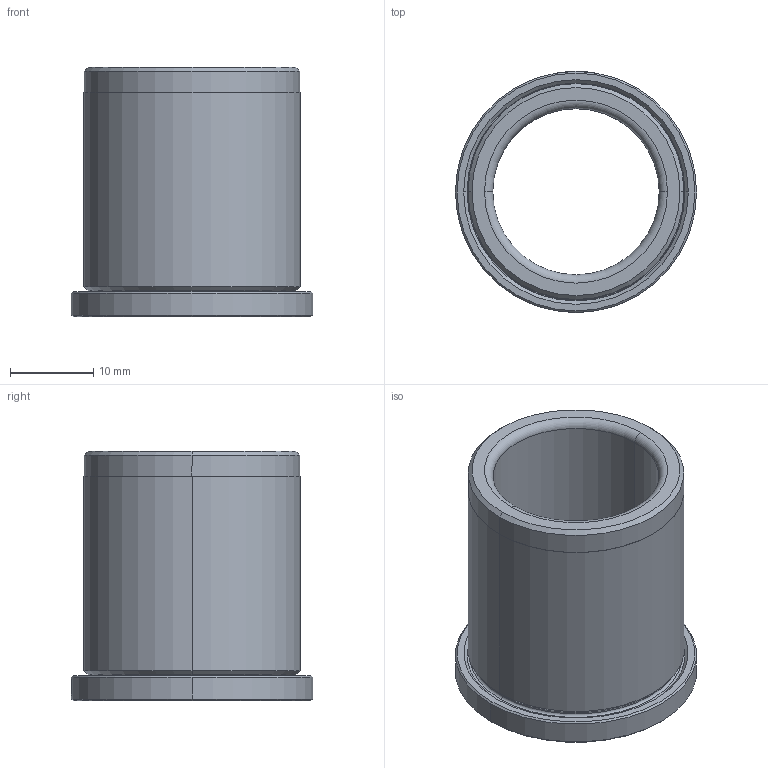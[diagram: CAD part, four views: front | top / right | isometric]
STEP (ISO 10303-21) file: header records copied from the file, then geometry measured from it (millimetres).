
FILE_DESCRIPTION (( 'STEP AP214' ), '1' );
FILE_NAME ('SGBBH-D26-d20-L30.step', '2021-08-01T09:35:32', ( 'User' ), ( 'china' ), 'SwSTEP 2.0', 'SolidWorks 2016', '' );
FILE_SCHEMA (( 'AUTOMOTIVE_DESIGN' ));
Length unit declared in the file: millimetre
Products named in the file (1): SGBBH-D26-d20-L30
Bounding box: 29 x 29 x 30 mm (x, y, z)
Volume: 6807.8 mm3; surface area: 5050.8 mm2
Topology: 1 solids, 1 shells, 51 faces, 116 edges, 72 vertices
Faces by surface type: cylinder 22, plane 13, cone 10, torus 6
Entity records: 1618 total; most frequent: CARTESIAN_POINT 444, DIRECTION 242, ORIENTED_EDGE 232, EDGE_CURVE 116, AXIS2_PLACEMENT_3D 98, VERTEX_POINT 72, EDGE_LOOP 58, ADVANCED_FACE 51
